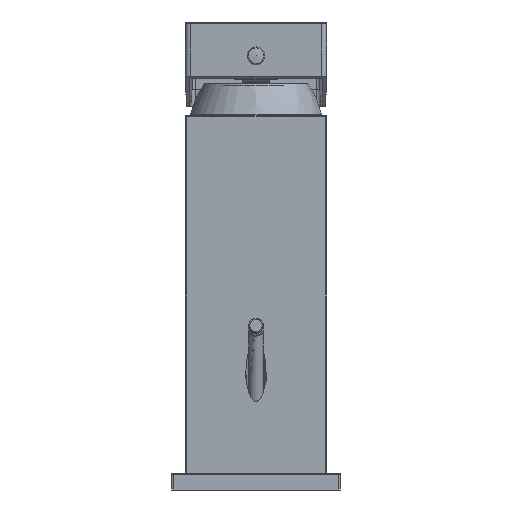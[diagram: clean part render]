
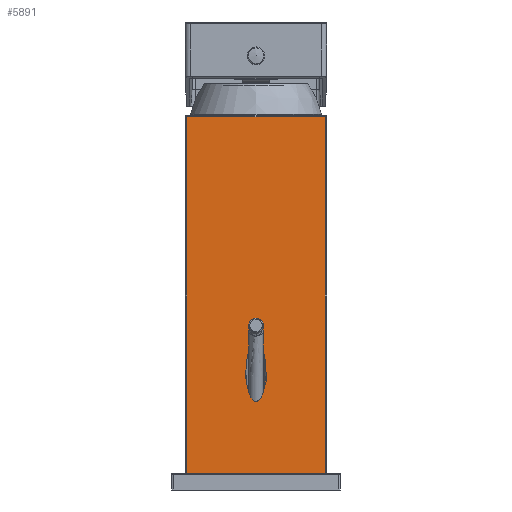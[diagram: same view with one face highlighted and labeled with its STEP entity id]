
A CAD part, left-side view. The second image highlights one B-rep face of the part: STEP entity #5891.
In plain terms, the highlighted planar face has unit normal (-1, 0, 0).
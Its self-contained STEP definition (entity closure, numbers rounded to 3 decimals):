
#143=ELLIPSE('',#6658,8.771,3.);
#726=LINE('',#12668,#1190);
#752=LINE('',#14537,#1216);
#755=LINE('',#14548,#1219);
#756=LINE('',#14550,#1220);
#1190=VECTOR('',#8322,40.979);
#1216=VECTOR('',#8424,105.5);
#1219=VECTOR('',#8437,40.979);
#1220=VECTOR('',#8440,105.5);
#1279=FACE_BOUND('',#1962,.T.);
#1602=FACE_OUTER_BOUND('',#1961,.T.);
#1961=EDGE_LOOP('',(#5343,#5344,#5345,#5346));
#1962=EDGE_LOOP('',(#5347));
#2791=VERTEX_POINT('',#12665);
#2792=VERTEX_POINT('',#12667);
#2828=VERTEX_POINT('',#14530);
#2829=VERTEX_POINT('',#14534);
#2833=VERTEX_POINT('',#14546);
#3607=EDGE_CURVE('',#2792,#2791,#726,.T.);
#3666=EDGE_CURVE('',#2828,#2828,#143,.T.);
#3669=EDGE_CURVE('',#2791,#2829,#752,.T.);
#3675=EDGE_CURVE('',#2833,#2829,#755,.T.);
#3676=EDGE_CURVE('',#2833,#2792,#756,.T.);
#5343=ORIENTED_EDGE('',*,*,#3675,.F.);
#5344=ORIENTED_EDGE('',*,*,#3676,.T.);
#5345=ORIENTED_EDGE('',*,*,#3607,.T.);
#5346=ORIENTED_EDGE('',*,*,#3669,.T.);
#5347=ORIENTED_EDGE('',*,*,#3666,.T.);
#5567=PLANE('',#6666);
#5891=ADVANCED_FACE('',(#1602,#1279),#5567,.T.);
#6658=AXIS2_PLACEMENT_3D('',#14531,#8417,#8418);
#6666=AXIS2_PLACEMENT_3D('',#14549,#8438,#8439);
#8322=DIRECTION('',(0.,-1.,0.));
#8417=DIRECTION('center_axis',(1.,0.,0.));
#8418=DIRECTION('ref_axis',(0.,0.,-1.));
#8424=DIRECTION('',(0.,0.,1.));
#8437=DIRECTION('',(0.,-1.,0.));
#8438=DIRECTION('center_axis',(-1.,0.,0.));
#8439=DIRECTION('ref_axis',(0.,0.,-1.));
#8440=DIRECTION('',(0.,0.,-1.));
#12665=CARTESIAN_POINT('',(-21.,-22.51,2.087));
#12667=CARTESIAN_POINT('',(-21.,18.469,2.087));
#12668=CARTESIAN_POINT('',(-21.,18.469,2.087));
#14530=CARTESIAN_POINT('',(-21.,-2.021,40.859));
#14531=CARTESIAN_POINT('Origin',(-21.,-2.021,32.087));
#14534=CARTESIAN_POINT('',(-21.,-22.51,107.587));
#14537=CARTESIAN_POINT('',(-21.,-22.51,2.087));
#14546=CARTESIAN_POINT('',(-21.,18.469,107.587));
#14548=CARTESIAN_POINT('',(-21.,18.469,107.587));
#14549=CARTESIAN_POINT('Origin',(-21.,18.979,108.087));
#14550=CARTESIAN_POINT('',(-21.,18.469,107.587));
